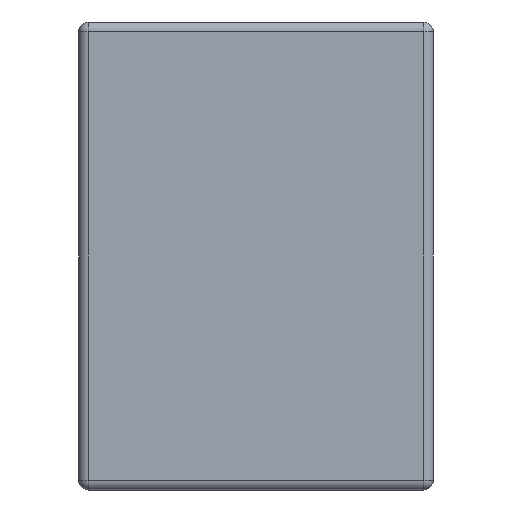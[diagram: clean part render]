
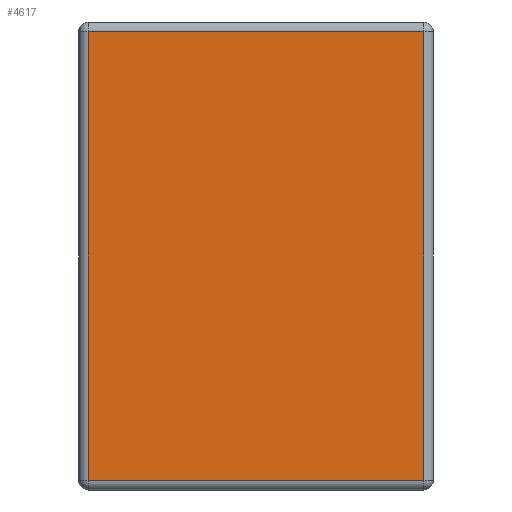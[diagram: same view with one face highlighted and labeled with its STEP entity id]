
A CAD part, left-side view. The second image highlights one B-rep face of the part: STEP entity #4617.
In plain terms, the highlighted planar face has unit normal (-1, 0, 0).
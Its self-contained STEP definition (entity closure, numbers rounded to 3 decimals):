
#82 = EDGE_CURVE ( 'NONE', #168, #4251, #4187, .T. ) ;
#96 = CARTESIAN_POINT ( 'NONE',  ( 0., 0., -2.624 ) ) ;
#168 = VERTEX_POINT ( 'NONE', #1932 ) ;
#193 = VECTOR ( 'NONE', #3687, 1000. ) ;
#390 = CARTESIAN_POINT ( 'NONE',  ( 0., 1.974, -2.624 ) ) ;
#504 = ORIENTED_EDGE ( 'NONE', *, *, #3246, .T. ) ;
#525 = DIRECTION ( 'NONE',  ( 0., -1., 0. ) ) ;
#798 = CARTESIAN_POINT ( 'NONE',  ( 0., 0.056, 0. ) ) ;
#1171 = LINE ( 'NONE', #798, #193 ) ;
#1206 = LINE ( 'NONE', #3301, #1872 ) ;
#1331 = CARTESIAN_POINT ( 'NONE',  ( 0., 1.974, -2.68 ) ) ;
#1353 = CARTESIAN_POINT ( 'NONE',  ( 0., 0., 0. ) ) ;
#1519 = EDGE_CURVE ( 'NONE', #3575, #1767, #1171, .T. ) ;
#1545 = CARTESIAN_POINT ( 'NONE',  ( 0., 0.056, -0.056 ) ) ;
#1582 = DIRECTION ( 'NONE',  ( 0., 1., 0. ) ) ;
#1767 = VERTEX_POINT ( 'NONE', #1545 ) ;
#1872 = VECTOR ( 'NONE', #1582, 1000. ) ;
#1932 = CARTESIAN_POINT ( 'NONE',  ( 0., 1.974, -0.056 ) ) ;
#2607 = CARTESIAN_POINT ( 'NONE',  ( 0., 0.056, -2.624 ) ) ;
#2738 = PLANE ( 'NONE',  #2805 ) ;
#2805 = AXIS2_PLACEMENT_3D ( 'NONE', #1353, #3797, #3165 ) ;
#2867 = EDGE_LOOP ( 'NONE', ( #3414, #4013, #504, #4518 ) ) ;
#3002 = EDGE_CURVE ( 'NONE', #4251, #3575, #3334, .T. ) ;
#3143 = DIRECTION ( 'NONE',  ( 0., 0., -1. ) ) ;
#3165 = DIRECTION ( 'NONE',  ( 0., 0., 1. ) ) ;
#3216 = VECTOR ( 'NONE', #525, 1000. ) ;
#3246 = EDGE_CURVE ( 'NONE', #1767, #168, #1206, .T. ) ;
#3301 = CARTESIAN_POINT ( 'NONE',  ( 0., 2.03, -0.056 ) ) ;
#3315 = VECTOR ( 'NONE', #3143, 1000. ) ;
#3334 = LINE ( 'NONE', #96, #3216 ) ;
#3414 = ORIENTED_EDGE ( 'NONE', *, *, #3002, .T. ) ;
#3515 = FACE_OUTER_BOUND ( 'NONE', #2867, .T. ) ;
#3575 = VERTEX_POINT ( 'NONE', #2607 ) ;
#3687 = DIRECTION ( 'NONE',  ( 0., 0., 1. ) ) ;
#3797 = DIRECTION ( 'NONE',  ( -1., 0., 0. ) ) ;
#4013 = ORIENTED_EDGE ( 'NONE', *, *, #1519, .T. ) ;
#4187 = LINE ( 'NONE', #1331, #3315 ) ;
#4251 = VERTEX_POINT ( 'NONE', #390 ) ;
#4518 = ORIENTED_EDGE ( 'NONE', *, *, #82, .T. ) ;
#4617 = ADVANCED_FACE ( 'NONE', ( #3515 ), #2738, .T. ) ;
